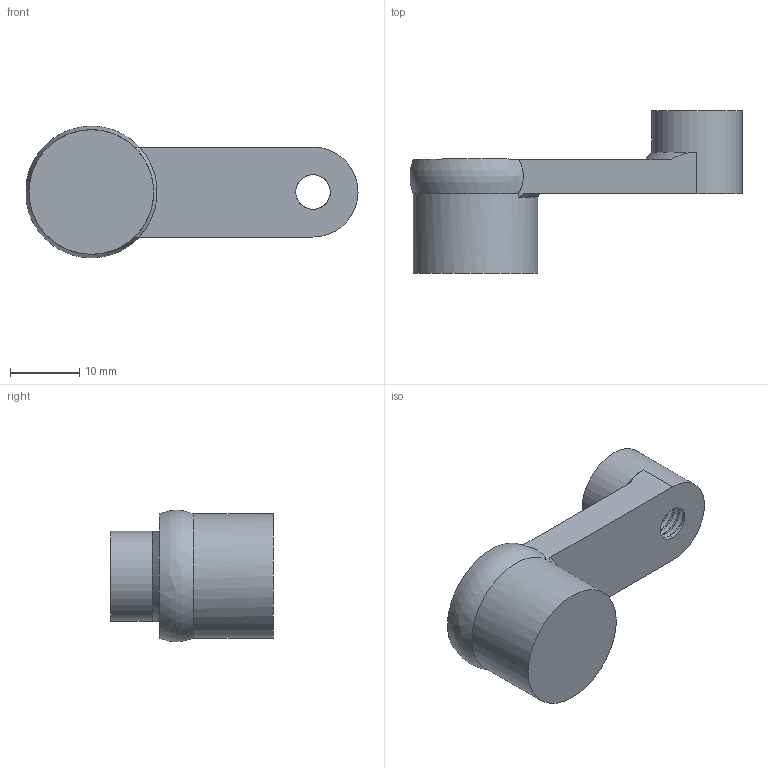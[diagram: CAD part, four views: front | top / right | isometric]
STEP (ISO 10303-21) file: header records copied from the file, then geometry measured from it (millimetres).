
FILE_DESCRIPTION(/* description */ (''),/* implementation_level */ '2;1');
FILE_NAME(/* name */ 'QA_32_N.dxf',/* time_stamp */ '2012-11-23T16:38:59+08:00',/* author */ (''),/* organization */ (''),/* preprocessor_version */ 'ST-DEVELOPER v9',/* originating_system */ 'UGS - NX 4.0',/* authorisation */ '');
FILE_SCHEMA (('CONFIG_CONTROL_DESIGN'));
Length unit declared in the file: millimetre
Products named in the file (1): AdmiAF50xmos
Bounding box: 47.94 x 23.5 x 18.99 mm (x, y, z)
Volume: 6761.8 mm3; surface area: 3048.7 mm2
Topology: 1 solids, 1 shells, 26 faces, 72 edges, 48 vertices
Faces by surface type: cylinder 14, plane 7, bspline 3, cone 2
Full cylindrical faces by diameter (mm): 13 x1, 18 x1
Entity records: 3981 total; most frequent: CARTESIAN_POINT 3289, ORIENTED_EDGE 142, DIRECTION 97, EDGE_CURVE 71, VERTEX_POINT 50, AXIS2_PLACEMENT_3D 38, B_SPLINE_CURVE_WITH_KNOTS 35, EDGE_LOOP 31
